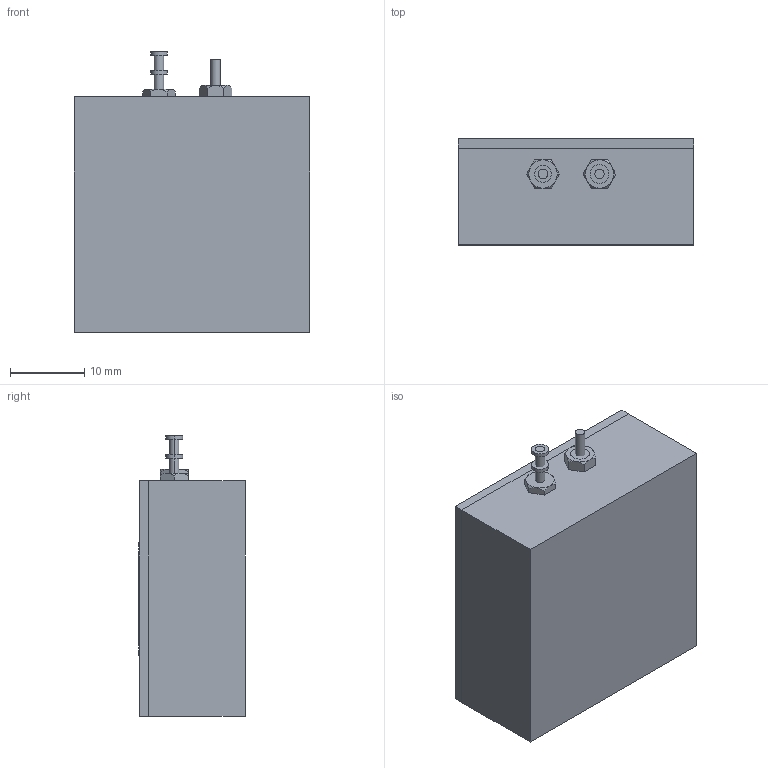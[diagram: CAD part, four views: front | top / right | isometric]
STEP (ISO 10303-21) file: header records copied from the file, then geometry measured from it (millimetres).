
FILE_DESCRIPTION (( 'STEP AP203' ), '1' );
FILE_NAME ('FMVC31015_3D.STEP', '2021-06-08T07:48:56', ( '' ), ( '' ), 'SwSTEP 2.0', 'SolidWorks 2020', '' );
FILE_SCHEMA (( 'CONFIG_CONTROL_DESIGN' ));
Length unit declared in the file: inch
Products named in the file (1): FMVC31015_3D
Bounding box: 31.75 x 14.33 x 37.85 mm (x, y, z)
Volume: 14496 mm3; surface area: 4280.5 mm2
Topology: 11 solids, 11 shells, 392 faces, 981 edges, 636 vertices
Faces by surface type: plane 248, cylinder 52, bspline 52, cone 40
Entity records: 14182 total; most frequent: CARTESIAN_POINT 5066, ORIENTED_EDGE 1946, DIRECTION 1665, EDGE_CURVE 973, VECTOR 707, LINE 707, VERTEX_POINT 636, AXIS2_PLACEMENT_3D 479
